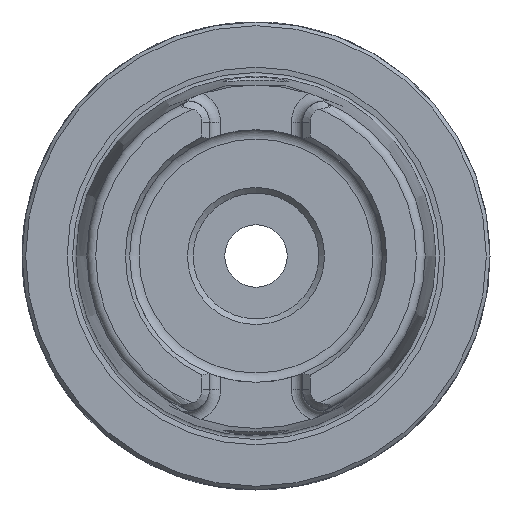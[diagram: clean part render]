
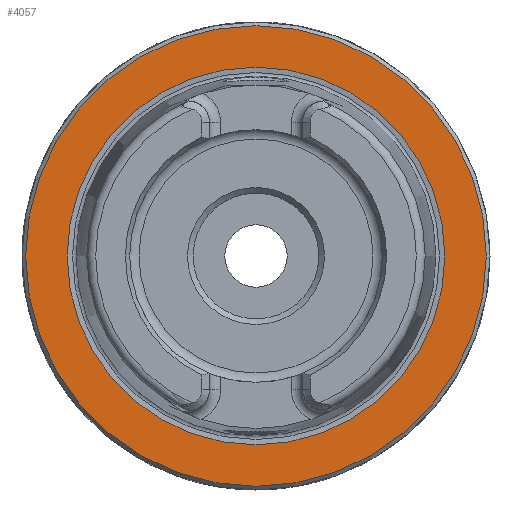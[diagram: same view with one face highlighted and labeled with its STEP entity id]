
A CAD part, left-side view. The second image highlights one B-rep face of the part: STEP entity #4057.
In plain terms, the highlighted planar face has unit normal (-1, 0, 0).
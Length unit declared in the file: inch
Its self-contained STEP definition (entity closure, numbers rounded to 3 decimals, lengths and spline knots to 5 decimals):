
#4023=CARTESIAN_POINT('',(0.0,1.22047,0.));
#4024=VERTEX_POINT('',#4023);
#4025=CARTESIAN_POINT('',(0.0,0.0,0.0));
#4026=DIRECTION('',(1.0,0.0,0.0));
#4027=DIRECTION('',(0.0,-1.0,0.0));
#4028=AXIS2_PLACEMENT_3D('',#4025,#4026,#4027);
#4029=CIRCLE('',#4028,1.22047);
#4030=EDGE_CURVE('',#4024,#4024,#4029,.T.);
#4038=CARTESIAN_POINT('',(0.0,0.62008,0.0));
#4039=DIRECTION('',(-1.0,0.0,0.0));
#4040=DIRECTION('',(0.0,0.0,1.0));
#4041=AXIS2_PLACEMENT_3D('',#4038,#4039,#4040);
#4042=PLANE('',#4041);
#4043=ORIENTED_EDGE('',*,*,#4030,.F.);
#4044=EDGE_LOOP('',(#4043));
#4045=FACE_OUTER_BOUND('',#4044,.T.);
#4046=CARTESIAN_POINT('',(0.0,1.0008,0.0));
#4047=VERTEX_POINT('',#4046);
#4048=CARTESIAN_POINT('',(0.0,0.0,0.0));
#4049=DIRECTION('',(1.0,0.0,0.0));
#4050=DIRECTION('',(0.0,1.0,0.0));
#4051=AXIS2_PLACEMENT_3D('',#4048,#4049,#4050);
#4052=CIRCLE('',#4051,1.0008);
#4053=EDGE_CURVE('',#4047,#4047,#4052,.T.);
#4054=ORIENTED_EDGE('',*,*,#4053,.T.);
#4055=EDGE_LOOP('',(#4054));
#4056=FACE_BOUND('',#4055,.T.);
#4057=ADVANCED_FACE('',(#4045,#4056),#4042,.T.);
